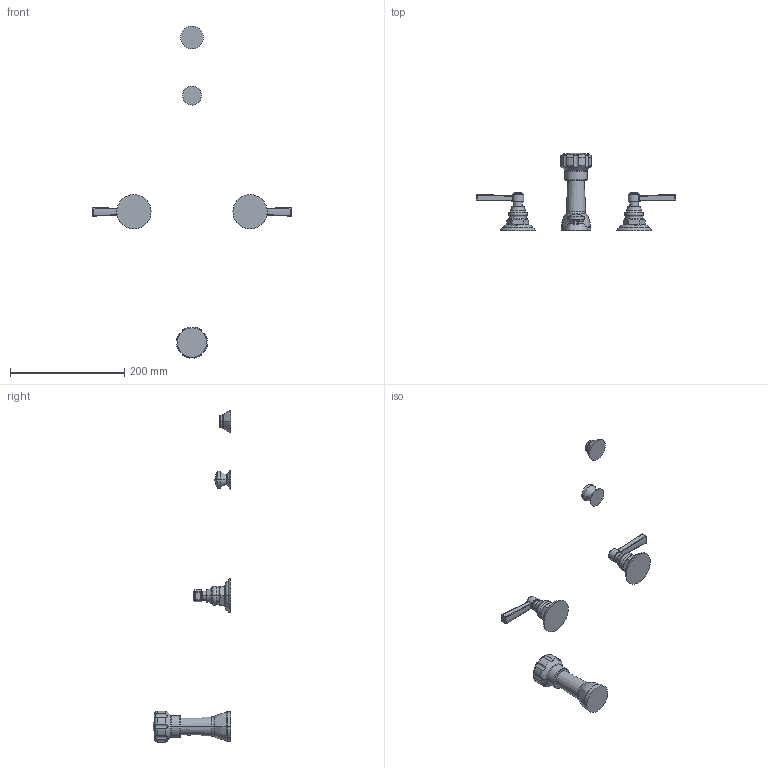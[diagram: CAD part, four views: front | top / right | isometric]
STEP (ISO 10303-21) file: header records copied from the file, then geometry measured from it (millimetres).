
FILE_DESCRIPTION((''),'2;1');
FILE_NAME('919','2021-01-25T13:44:04',('jinson.thomas'),(''),'CREO PARAMETRIC BY PTC INC, 2018400','CREO PARAMETRIC BY PTC INC, 2018400','');
FILE_SCHEMA(('CONFIG_CONTROL_DESIGN'));
Length unit declared in the file: inch
Products named in the file (1): 919
Bounding box: 347.98 x 135.97 x 580.53 mm (x, y, z)
Volume: 327628.8 mm3; surface area: 59576.1 mm2
Topology: 5 solids, 5 shells, 303 faces, 682 edges, 404 vertices
Faces by surface type: plane 93, cylinder 64, torus 62, bspline 52, cone 22, sphere 10
Entity records: 10600 total; most frequent: CARTESIAN_POINT 4029, DIRECTION 1396, ORIENTED_EDGE 1356, EDGE_CURVE 678, AXIS2_PLACEMENT_3D 595, VERTEX_POINT 404, CIRCLE 344, EDGE_LOOP 322
